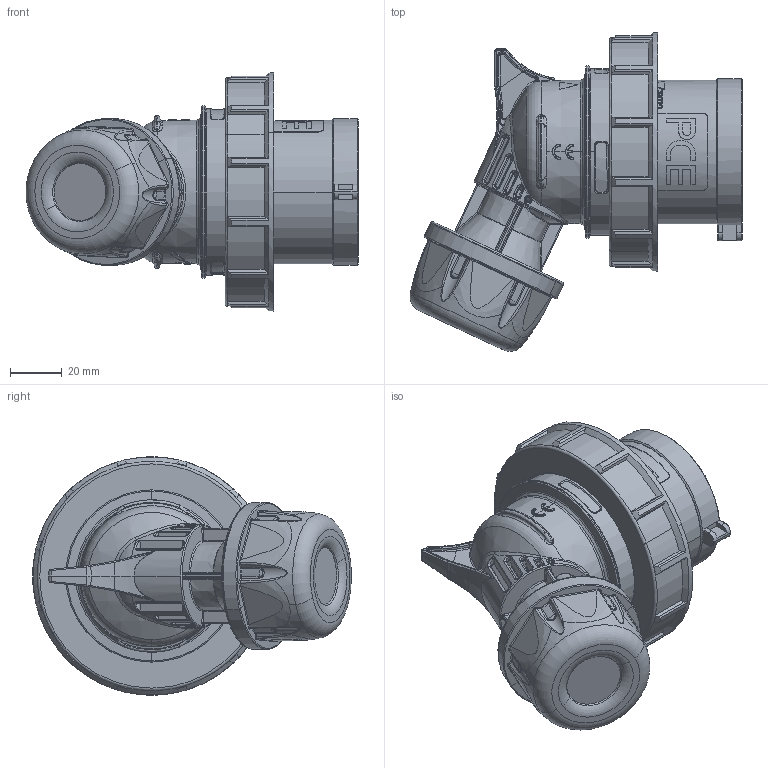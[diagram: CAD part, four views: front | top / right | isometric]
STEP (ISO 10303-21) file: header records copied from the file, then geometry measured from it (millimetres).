
FILE_DESCRIPTION (( 'STEP AP203' ), '1' );
FILE_NAME ('80242-6,74242-6.STEP', '2023-02-28T08:40:53', ( '' ), ( '' ), 'SwSTEP 2.0', 'SolidWorks 2022', '' );
FILE_SCHEMA (( 'CONFIG_CONTROL_DESIGN' ));
Products named in the file (1): 80242-6,74242-6
Bounding box: 128.76 x 123.61 x 92.5 mm (x, y, z)
Volume: 261925 mm3; surface area: 63252.3 mm2
Topology: 1 solids, 1 shells, 1576 faces, 3915 edges, 2401 vertices
Faces by surface type: bspline 612, plane 441, cylinder 217, torus 132, cone 114, sphere 60
Entity records: 72299 total; most frequent: CARTESIAN_POINT 39544, ORIENTED_EDGE 7802, DIRECTION 5445, EDGE_CURVE 3901, VERTEX_POINT 2401, AXIS2_PLACEMENT_3D 2157, EDGE_LOOP 1650, FACE_OUTER_BOUND 1576
